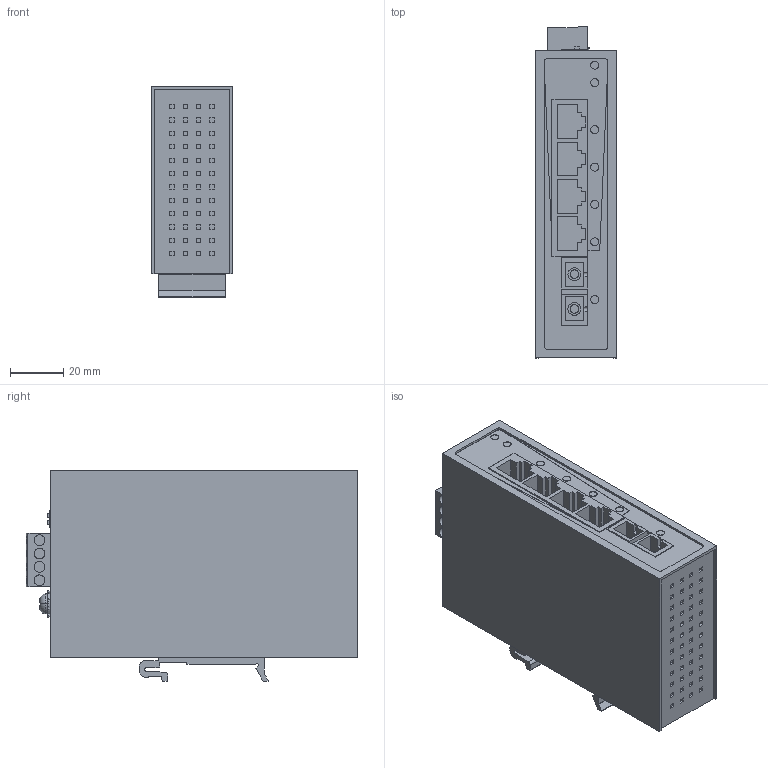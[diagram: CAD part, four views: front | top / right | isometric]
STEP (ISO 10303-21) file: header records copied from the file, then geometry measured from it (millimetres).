
FILE_DESCRIPTION(('CATIA V5 STEP Exchange','CAx-IF Rec.Pracs.--- Model Styling and Organization---1.4--- 2014-01-23'),'2;1');
FILE_NAME ('D1396584_1', '2019-11-06T11:58:34+00:00', ('none'), ('Weidmueller'), 'CATIA Version 5-6 Release 2016 SP3 HF44', 'CATIA V5 STEP AP214', 'none');
FILE_SCHEMA(('AUTOMOTIVE_DESIGN { 1 0 10303 214 1 1 1 1 }'));
Length unit declared in the file: millimetre
Products named in the file (1): 1240870000
Bounding box: 30.3 x 124.05 x 78.8 mm (x, y, z)
Volume: 239909.6 mm3; surface area: 47371.3 mm2
Topology: 23 solids, 23 shells, 764 faces, 1879 edges, 1253 vertices
Faces by surface type: plane 631, cylinder 122, extrusion 9, torus 2
Entity records: 21471 total; most frequent: CARTESIAN_POINT 4215, ORIENTED_EDGE 3758, DIRECTION 2530, EDGE_CURVE 1879, VECTOR 1537, LINE 1528, VERTEX_POINT 1253, EDGE_LOOP 872
